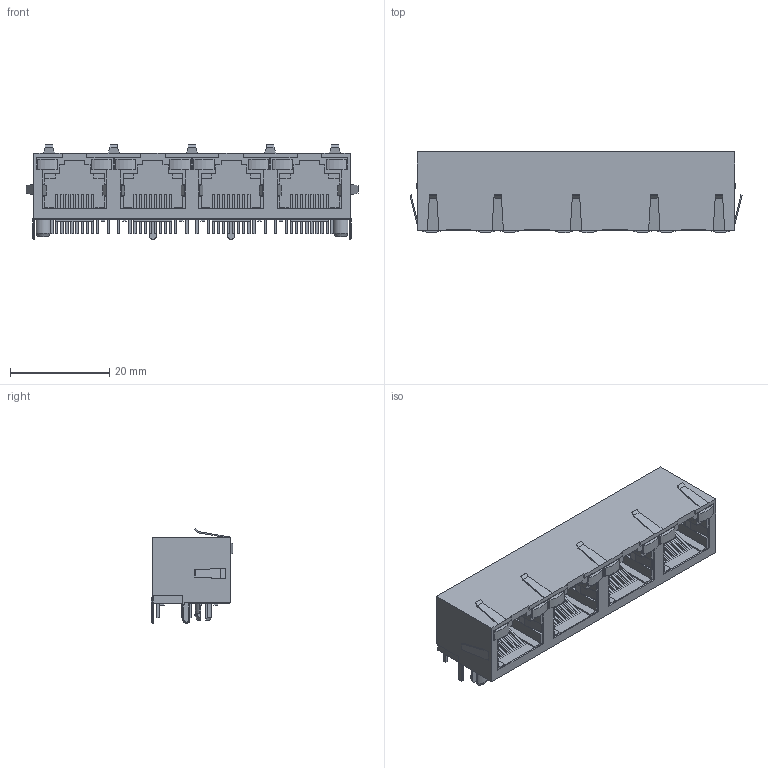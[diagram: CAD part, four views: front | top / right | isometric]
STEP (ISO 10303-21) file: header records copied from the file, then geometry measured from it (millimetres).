
FILE_DESCRIPTION(('Creo Elements/Direct Modeling STEP Export'),'2;1');
FILE_NAME('model.stp','2020-02-26T16:35:03',(''),(''),'Creo Elements/Direct Modeling STEP processor for AP214 (Solid Model)','Creo Elements/Direct Modeling 20.1A 29-Sep-2018 (C) Parametric Technology GmbH','');
FILE_SCHEMA(('AUTOMOTIVE_DESIGN { 1 0 10303 214 1 1 1 1 }'));
Length unit declared in the file: millimetre
Products named in the file (2): CUC-MP-J1ST-A_4R4LT-LED
Assembly tree (1 placements, depth 2):
  CUC-MP-J1ST-A_4R4LT-LED
    CUC-MP-J1ST-A_4R4LT-LED
Bounding box: 66.78 x 16.38 x 19.03 mm (x, y, z)
Volume: 9362.1 mm3; surface area: 7155.7 mm2
Topology: 1 solids, 1 shells, 867 faces, 2319 edges, 1528 vertices
Faces by surface type: plane 833, cylinder 28, cone 6
Entity records: 33400 total; most frequent: CARTESIAN_POINT 4916, ORIENTED_EDGE 4638, DIRECTION 3967, EDGE_CURVE 2319, VECTOR 2193, LINE 2193, VERTEX_POINT 1528, EDGE_LOOP 1005
